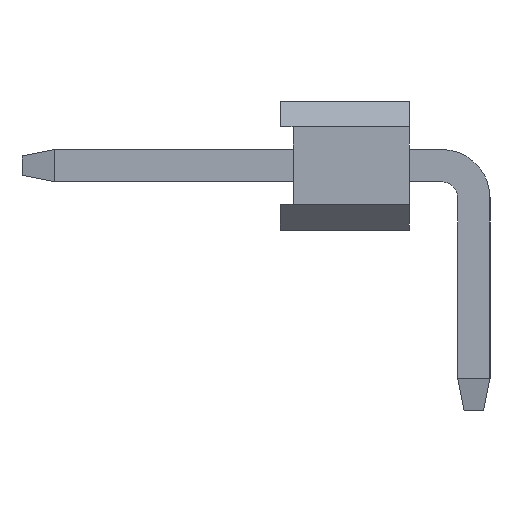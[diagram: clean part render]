
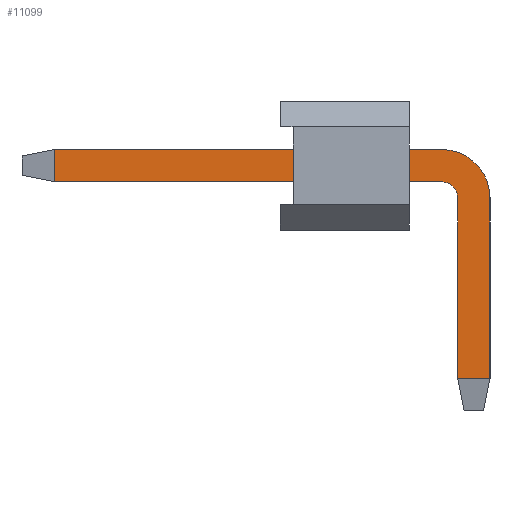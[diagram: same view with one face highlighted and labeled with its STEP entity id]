
A CAD part, left-side view. The second image highlights one B-rep face of the part: STEP entity #11099.
In plain terms, the highlighted planar face has unit normal (-1, 0, 0).
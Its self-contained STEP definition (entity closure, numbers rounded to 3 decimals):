
#10853=CARTESIAN_POINT('',(19.75,5.5,-0.25));
#10854=VERTEX_POINT('',#10853);
#10877=CARTESIAN_POINT('',(19.75,5.5,0.25));
#10878=VERTEX_POINT('',#10877);
#10879=CARTESIAN_POINT('',(19.75,5.5,-0.25));
#10880=DIRECTION('',(0.,0.,1.));
#10881=VECTOR('',#10880,0.5);
#10882=LINE('',#10879,#10881);
#10883=EDGE_CURVE('',#10854,#10878,#10882,.T.);
#10924=CARTESIAN_POINT('',(19.75,-0.5,0.25));
#10925=VERTEX_POINT('',#10924);
#10926=CARTESIAN_POINT('',(19.75,5.5,0.25));
#10927=DIRECTION('',(0.,-1.,0.));
#10928=VECTOR('',#10927,6.);
#10929=LINE('',#10926,#10928);
#10930=EDGE_CURVE('',#10878,#10925,#10929,.T.);
#11031=CARTESIAN_POINT('',(19.75,-0.5,-0.25));
#11032=VERTEX_POINT('',#11031);
#11039=CARTESIAN_POINT('',(19.75,-0.5,-0.25));
#11040=DIRECTION('',(0.,1.,0.));
#11041=VECTOR('',#11040,6.);
#11042=LINE('',#11039,#11041);
#11043=EDGE_CURVE('',#11032,#10854,#11042,.T.);
#11049=CARTESIAN_POINT('',(19.75,6.,0.25));
#11050=DIRECTION('',(0.,0.,-1.));
#11051=DIRECTION('',(-1.,-0.,-0.));
#11052=AXIS2_PLACEMENT_3D('',#11049,#11051,#11050);
#11053=PLANE('',#11052);
#11054=ORIENTED_EDGE('',*,*,#11043,.F.);
#11055=CARTESIAN_POINT('',(19.75,-0.75,-0.5));
#11056=VERTEX_POINT('',#11055);
#11057=CARTESIAN_POINT('',(19.75,-0.5,-0.5));
#11058=DIRECTION('',(0.,0.,1.));
#11059=DIRECTION('',(1.,0.,0.));
#11060=AXIS2_PLACEMENT_3D('',#11057,#11059,#11058);
#11061=CIRCLE('',#11060,0.25);
#11062=EDGE_CURVE('',#11032,#11056,#11061,.T.);
#11063=ORIENTED_EDGE('',*,*,#11062,.T.);
#11064=CARTESIAN_POINT('',(19.75,-0.75,-3.3));
#11065=VERTEX_POINT('',#11064);
#11066=CARTESIAN_POINT('',(19.75,-0.75,-0.5));
#11067=DIRECTION('',(0.,0.,-1.));
#11068=VECTOR('',#11067,2.8);
#11069=LINE('',#11066,#11068);
#11070=EDGE_CURVE('',#11056,#11065,#11069,.T.);
#11071=ORIENTED_EDGE('',*,*,#11070,.T.);
#11072=CARTESIAN_POINT('',(19.75,-1.25,-3.3));
#11073=VERTEX_POINT('',#11072);
#11074=CARTESIAN_POINT('',(19.75,-0.75,-3.3));
#11075=DIRECTION('',(0.,-1.,0.));
#11076=VECTOR('',#11075,0.5);
#11077=LINE('',#11074,#11076);
#11078=EDGE_CURVE('',#11065,#11073,#11077,.T.);
#11079=ORIENTED_EDGE('',*,*,#11078,.T.);
#11080=CARTESIAN_POINT('',(19.75,-1.25,-0.5));
#11081=VERTEX_POINT('',#11080);
#11082=CARTESIAN_POINT('',(19.75,-1.25,-3.3));
#11083=DIRECTION('',(0.,0.,1.));
#11084=VECTOR('',#11083,2.8);
#11085=LINE('',#11082,#11084);
#11086=EDGE_CURVE('',#11073,#11081,#11085,.T.);
#11087=ORIENTED_EDGE('',*,*,#11086,.T.);
#11088=CARTESIAN_POINT('',(19.75,-0.5,-0.5));
#11089=DIRECTION('',(0.,-1.,0.));
#11090=DIRECTION('',(-1.,0.,0.));
#11091=AXIS2_PLACEMENT_3D('',#11088,#11090,#11089);
#11092=CIRCLE('',#11091,0.75);
#11093=EDGE_CURVE('',#11081,#10925,#11092,.T.);
#11094=ORIENTED_EDGE('',*,*,#11093,.T.);
#11095=ORIENTED_EDGE('',*,*,#10930,.F.);
#11096=ORIENTED_EDGE('',*,*,#10883,.F.);
#11097=EDGE_LOOP('',(#11054,#11063,#11071,#11079,#11087,#11094,#11095,#11096));
#11098=FACE_OUTER_BOUND('',#11097,.T.);
#11099=ADVANCED_FACE('',(#11098),#11053,.T.);
